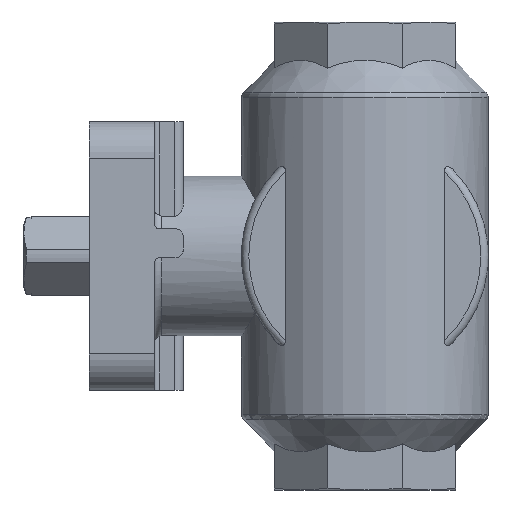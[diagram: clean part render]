
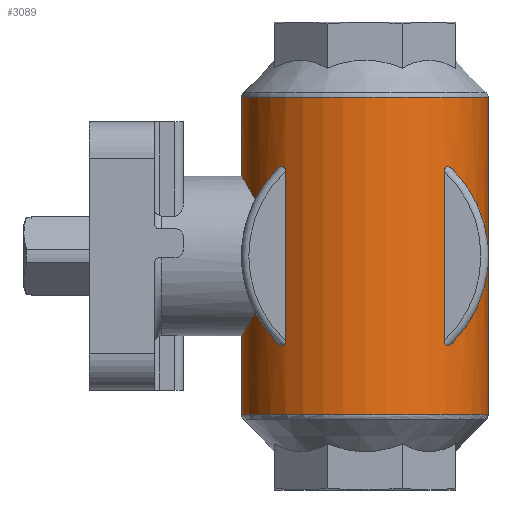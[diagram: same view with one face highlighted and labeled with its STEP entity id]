
A CAD part, left-side view. The second image highlights one B-rep face of the part: STEP entity #3089.
In plain terms, the highlighted cylindrical face has radius 17 mm (diameter 34 mm), a full revolution.
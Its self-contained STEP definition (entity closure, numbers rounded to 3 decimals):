
#23=ELLIPSE('',#3359,24.042,17.);
#24=ELLIPSE('',#3360,24.042,17.);
#25=ELLIPSE('',#3361,24.042,17.);
#26=ELLIPSE('',#3362,24.042,17.);
#27=ELLIPSE('',#3363,24.042,17.);
#28=ELLIPSE('',#3364,24.042,17.);
#144=B_SPLINE_CURVE_WITH_KNOTS('',3,(#4813,#4814,#4815,#4816,#4817,#4818,
#4819),.UNSPECIFIED.,.F.,.F.,(4,1,1,1,4),(0.062,0.066,
0.071,0.075,0.08),.UNSPECIFIED.);
#146=B_SPLINE_CURVE_WITH_KNOTS('',3,(#4830,#4831,#4832,#4833,#4834,#4835,
#4836,#4837),.UNSPECIFIED.,.F.,.F.,(4,1,1,1,1,4),(0.027,0.029,
0.031,0.035,0.04,0.044),
 .UNSPECIFIED.);
#167=B_SPLINE_CURVE_WITH_KNOTS('',3,(#5027,#5028,#5029,#5030,#5031,#5032,
#5033),.UNSPECIFIED.,.F.,.F.,(4,1,1,1,4),(0.,0.,
0.001,0.001,0.002),
 .UNSPECIFIED.);
#168=B_SPLINE_CURVE_WITH_KNOTS('',3,(#5037,#5038,#5039,#5040,#5041,#5042,
#5043),.UNSPECIFIED.,.F.,.F.,(4,1,1,1,4),(0.003,0.004,
0.004,0.005,0.005),
 .UNSPECIFIED.);
#169=B_SPLINE_CURVE_WITH_KNOTS('',3,(#5050,#5051,#5052,#5053,#5054,#5055,
#5056),.UNSPECIFIED.,.F.,.F.,(4,1,1,1,4),(0.,0.,
0.001,0.001,0.002),
 .UNSPECIFIED.);
#170=B_SPLINE_CURVE_WITH_KNOTS('',3,(#5060,#5061,#5062,#5063,#5064,#5065,
#5066),.UNSPECIFIED.,.F.,.F.,(4,1,1,1,4),(0.003,0.004,
0.004,0.005,0.005),
 .UNSPECIFIED.);
#411=LINE('',#5035,#588);
#412=LINE('',#5058,#589);
#588=VECTOR('',#3893,1000.);
#589=VECTOR('',#3900,1000.);
#925=ORIENTED_EDGE('',*,*,#1811,.F.);
#926=ORIENTED_EDGE('',*,*,#1757,.F.);
#927=ORIENTED_EDGE('',*,*,#1812,.F.);
#928=ORIENTED_EDGE('',*,*,#1813,.T.);
#929=ORIENTED_EDGE('',*,*,#1814,.F.);
#930=ORIENTED_EDGE('',*,*,#1815,.T.);
#931=ORIENTED_EDGE('',*,*,#1816,.F.);
#932=ORIENTED_EDGE('',*,*,#1755,.F.);
#933=ORIENTED_EDGE('',*,*,#1817,.F.);
#934=ORIENTED_EDGE('',*,*,#1818,.F.);
#935=ORIENTED_EDGE('',*,*,#1819,.T.);
#936=ORIENTED_EDGE('',*,*,#1820,.F.);
#937=ORIENTED_EDGE('',*,*,#1821,.T.);
#938=ORIENTED_EDGE('',*,*,#1822,.F.);
#939=ORIENTED_EDGE('',*,*,#1823,.F.);
#940=ORIENTED_EDGE('',*,*,#1824,.T.);
#1755=EDGE_CURVE('',#2192,#2193,#144,.T.);
#1757=EDGE_CURVE('',#2194,#2195,#146,.T.);
#1811=EDGE_CURVE('',#2240,#2240,#2453,.T.);
#1812=EDGE_CURVE('',#2241,#2194,#23,.T.);
#1813=EDGE_CURVE('',#2241,#2242,#167,.T.);
#1814=EDGE_CURVE('',#2243,#2242,#411,.F.);
#1815=EDGE_CURVE('',#2243,#2244,#168,.T.);
#1816=EDGE_CURVE('',#2193,#2244,#24,.F.);
#1817=EDGE_CURVE('',#2245,#2192,#25,.F.);
#1818=EDGE_CURVE('',#2246,#2245,#26,.F.);
#1819=EDGE_CURVE('',#2246,#2247,#169,.T.);
#1820=EDGE_CURVE('',#2248,#2247,#412,.T.);
#1821=EDGE_CURVE('',#2248,#2249,#170,.T.);
#1822=EDGE_CURVE('',#2245,#2249,#27,.T.);
#1823=EDGE_CURVE('',#2195,#2245,#28,.T.);
#1824=EDGE_CURVE('',#2250,#2250,#2454,.T.);
#2192=VERTEX_POINT('',#4820);
#2193=VERTEX_POINT('',#4821);
#2194=VERTEX_POINT('',#4829);
#2195=VERTEX_POINT('',#4838);
#2240=VERTEX_POINT('',#5024);
#2241=VERTEX_POINT('',#5026);
#2242=VERTEX_POINT('',#5034);
#2243=VERTEX_POINT('',#5036);
#2244=VERTEX_POINT('',#5044);
#2245=VERTEX_POINT('',#5047);
#2246=VERTEX_POINT('',#5049);
#2247=VERTEX_POINT('',#5057);
#2248=VERTEX_POINT('',#5059);
#2249=VERTEX_POINT('',#5067);
#2250=VERTEX_POINT('',#5071);
#2453=CIRCLE('',#3358,17.);
#2454=CIRCLE('',#3365,17.);
#2577=EDGE_LOOP('',(#925));
#2578=EDGE_LOOP('',(#926,#927,#928,#929,#930,#931,#932,#933,#934,#935,#936,
#937,#938,#939));
#2579=EDGE_LOOP('',(#940));
#2815=FACE_BOUND('',#2577,.T.);
#2816=FACE_BOUND('',#2578,.T.);
#2817=FACE_BOUND('',#2579,.T.);
#3018=CYLINDRICAL_SURFACE('',#3357,17.);
#3089=ADVANCED_FACE('',(#2815,#2816,#2817),#3018,.T.);
#3357=AXIS2_PLACEMENT_3D('',#5022,#3887,#3888);
#3358=AXIS2_PLACEMENT_3D('',#5023,#3889,#3890);
#3359=AXIS2_PLACEMENT_3D('',#5025,#3891,#3892);
#3360=AXIS2_PLACEMENT_3D('',#5045,#3894,#3895);
#3361=AXIS2_PLACEMENT_3D('',#5046,#3896,#3897);
#3362=AXIS2_PLACEMENT_3D('',#5048,#3898,#3899);
#3363=AXIS2_PLACEMENT_3D('',#5068,#3901,#3902);
#3364=AXIS2_PLACEMENT_3D('',#5069,#3903,#3904);
#3365=AXIS2_PLACEMENT_3D('',#5070,#3905,#3906);
#3887=DIRECTION('',(0.,0.,-1.));
#3888=DIRECTION('',(-1.,0.,0.));
#3889=DIRECTION('',(0.,0.,-1.));
#3890=DIRECTION('',(-1.,0.,0.));
#3891=DIRECTION('',(-0.707,0.,-0.707));
#3892=DIRECTION('',(0.707,0.,-0.707));
#3893=DIRECTION('',(0.,0.,-1.));
#3894=DIRECTION('',(0.707,0.,-0.707));
#3895=DIRECTION('',(-0.707,0.,-0.707));
#3896=DIRECTION('',(-0.707,0.,-0.707));
#3897=DIRECTION('',(0.707,0.,-0.707));
#3898=DIRECTION('',(0.707,0.,-0.707));
#3899=DIRECTION('',(-0.707,0.,-0.707));
#3900=DIRECTION('',(0.,0.,-1.));
#3901=DIRECTION('',(-0.707,0.,-0.707));
#3902=DIRECTION('',(0.707,0.,-0.707));
#3903=DIRECTION('',(0.707,0.,-0.707));
#3904=DIRECTION('',(-0.707,0.,-0.707));
#3905=DIRECTION('',(0.,0.,-1.));
#3906=DIRECTION('',(-1.,0.,0.));
#4813=CARTESIAN_POINT('',(7.778,15.116,-7.778));
#4814=CARTESIAN_POINT('',(6.795,15.622,-8.761));
#4815=CARTESIAN_POINT('',(4.44,16.591,-10.381));
#4816=CARTESIAN_POINT('',(-0.019,17.205,-11.31));
#4817=CARTESIAN_POINT('',(-4.437,16.589,-10.378));
#4818=CARTESIAN_POINT('',(-6.797,15.621,-8.759));
#4819=CARTESIAN_POINT('',(-7.778,15.116,-7.778));
#4820=CARTESIAN_POINT('',(7.778,15.116,-7.778));
#4821=CARTESIAN_POINT('',(-7.778,15.116,-7.778));
#4829=CARTESIAN_POINT('',(-7.778,15.116,7.778));
#4830=CARTESIAN_POINT('',(-7.778,15.116,7.778));
#4831=CARTESIAN_POINT('',(-7.283,15.371,8.274));
#4832=CARTESIAN_POINT('',(-6.214,15.86,9.157));
#4833=CARTESIAN_POINT('',(-3.701,16.692,10.536));
#4834=CARTESIAN_POINT('',(-0.011,17.204,11.308));
#4835=CARTESIAN_POINT('',(4.421,16.595,10.388));
#4836=CARTESIAN_POINT('',(6.792,15.624,8.765));
#4837=CARTESIAN_POINT('',(7.778,15.116,7.778));
#4838=CARTESIAN_POINT('',(7.778,15.116,7.778));
#5022=CARTESIAN_POINT('',(0.,0.,-32.25));
#5023=CARTESIAN_POINT('',(0.,0.,-21.851));
#5024=CARTESIAN_POINT('',(-17.,0.,-21.851));
#5025=CARTESIAN_POINT('',(0.,0.,0.));
#5026=CARTESIAN_POINT('',(-12.,12.042,12.));
#5027=CARTESIAN_POINT('',(-12.,12.042,12.));
#5028=CARTESIAN_POINT('',(-12.095,11.947,12.095));
#5029=CARTESIAN_POINT('',(-12.291,11.747,12.253));
#5030=CARTESIAN_POINT('',(-12.626,11.388,12.383));
#5031=CARTESIAN_POINT('',(-12.955,11.01,12.182));
#5032=CARTESIAN_POINT('',(-13.,10.954,11.826));
#5033=CARTESIAN_POINT('',(-13.,10.954,11.662));
#5034=CARTESIAN_POINT('',(-13.,10.954,11.662));
#5035=CARTESIAN_POINT('',(-13.,10.954,-32.25));
#5036=CARTESIAN_POINT('',(-13.,10.954,-11.662));
#5037=CARTESIAN_POINT('',(-13.,10.954,-11.662));
#5038=CARTESIAN_POINT('',(-13.,10.954,-11.826));
#5039=CARTESIAN_POINT('',(-12.955,11.009,-12.181));
#5040=CARTESIAN_POINT('',(-12.626,11.388,-12.383));
#5041=CARTESIAN_POINT('',(-12.295,11.743,-12.255));
#5042=CARTESIAN_POINT('',(-12.095,11.947,-12.095));
#5043=CARTESIAN_POINT('',(-12.,12.042,-12.));
#5044=CARTESIAN_POINT('',(-12.,12.042,-12.));
#5045=CARTESIAN_POINT('',(0.,0.,0.));
#5046=CARTESIAN_POINT('',(0.,0.,0.));
#5047=CARTESIAN_POINT('',(0.,-17.,0.));
#5048=CARTESIAN_POINT('',(0.,0.,0.));
#5049=CARTESIAN_POINT('',(-12.,-12.042,-12.));
#5050=CARTESIAN_POINT('',(-12.,-12.042,-12.));
#5051=CARTESIAN_POINT('',(-12.095,-11.947,-12.095));
#5052=CARTESIAN_POINT('',(-12.291,-11.747,-12.253));
#5053=CARTESIAN_POINT('',(-12.626,-11.388,-12.383));
#5054=CARTESIAN_POINT('',(-12.955,-11.01,-12.182));
#5055=CARTESIAN_POINT('',(-13.,-10.954,-11.826));
#5056=CARTESIAN_POINT('',(-13.,-10.954,-11.662));
#5057=CARTESIAN_POINT('',(-13.,-10.954,-11.662));
#5058=CARTESIAN_POINT('',(-13.,-10.954,-32.25));
#5059=CARTESIAN_POINT('',(-13.,-10.954,11.662));
#5060=CARTESIAN_POINT('',(-13.,-10.954,11.662));
#5061=CARTESIAN_POINT('',(-13.,-10.954,11.826));
#5062=CARTESIAN_POINT('',(-12.955,-11.009,12.181));
#5063=CARTESIAN_POINT('',(-12.626,-11.388,12.383));
#5064=CARTESIAN_POINT('',(-12.295,-11.743,12.255));
#5065=CARTESIAN_POINT('',(-12.095,-11.947,12.095));
#5066=CARTESIAN_POINT('',(-12.,-12.042,12.));
#5067=CARTESIAN_POINT('',(-12.,-12.042,12.));
#5068=CARTESIAN_POINT('',(0.,0.,0.));
#5069=CARTESIAN_POINT('',(0.,0.,0.));
#5070=CARTESIAN_POINT('',(0.,0.,21.851));
#5071=CARTESIAN_POINT('',(-17.,0.,21.851));
